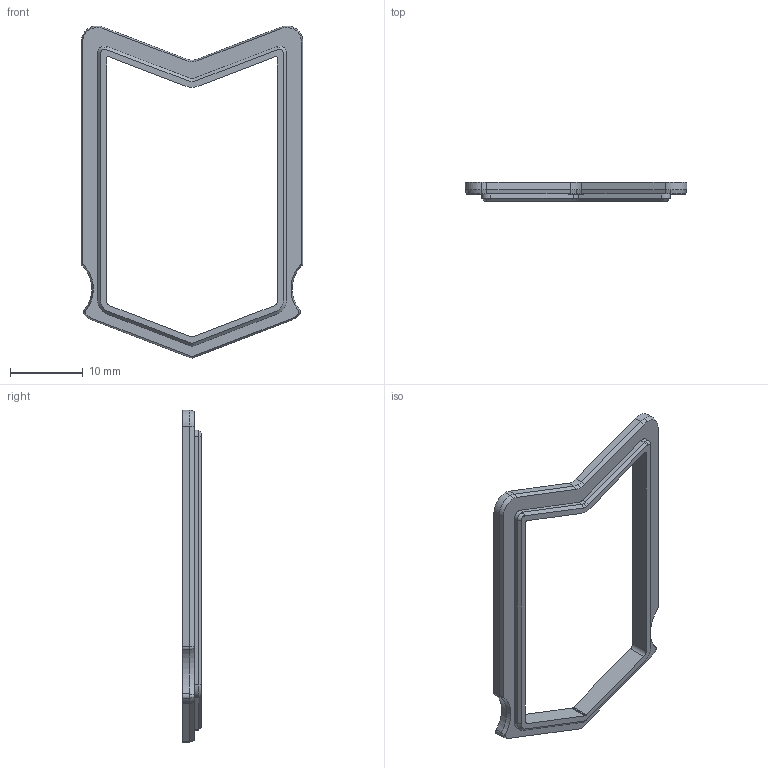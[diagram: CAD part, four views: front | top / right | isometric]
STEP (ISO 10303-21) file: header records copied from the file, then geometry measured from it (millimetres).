
FILE_DESCRIPTION(('HOOPS Exchange Step'),'2;1');
FILE_NAME('temp_export','2024-07-18T12:13:39-04:00',('mobile'),('Shapr3D Limited'),'HOOPS Exchange 2024.2','Shapr3D','Authorized');
FILE_SCHEMA( ('AUTOMOTIVE_DESIGN { 1 0 10303 214 1 1 1 1 }') );
Length unit declared in the file: millimetre
Products named in the file (2): Grill1; root
Assembly tree (1 placements, depth 2):
  root
    Grill1
Bounding box: 30.4 x 2.6 x 45.49 mm (x, y, z)
Volume: 802.3 mm3; surface area: 1448.6 mm2
Topology: 1 solids, 1 shells, 85 faces, 215 edges, 133 vertices
Faces by surface type: plane 34, cylinder 25, cone 22, bspline 4
Entity records: 2646 total; most frequent: CARTESIAN_POINT 521, DIRECTION 452, ORIENTED_EDGE 430, EDGE_CURVE 215, AXIS2_PLACEMENT_3D 161, VERTEX_POINT 133, VECTOR 130, LINE 130
